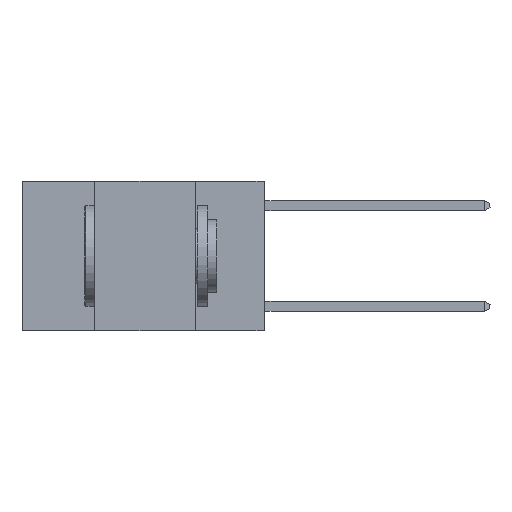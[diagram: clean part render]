
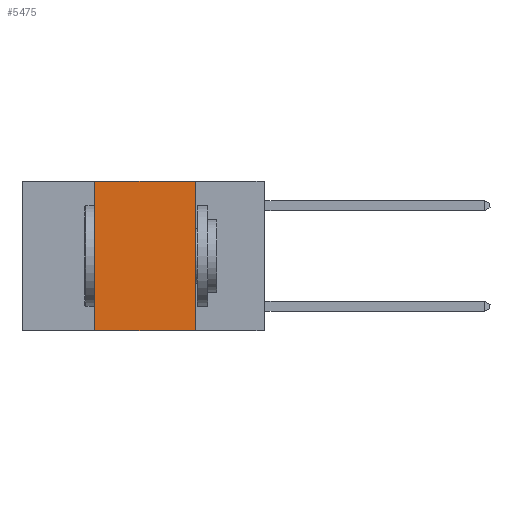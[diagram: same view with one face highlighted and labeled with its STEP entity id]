
A CAD part, left-side view. The second image highlights one B-rep face of the part: STEP entity #5475.
In plain terms, the highlighted planar face has unit normal (-1, 0, 0).
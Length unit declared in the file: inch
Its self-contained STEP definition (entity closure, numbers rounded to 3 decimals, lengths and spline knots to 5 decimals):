
#619 = EDGE_CURVE ( 'NONE', #4827, #6180, #6406, .T. ) ;
#810 = CARTESIAN_POINT ( 'NONE',  ( 0., 0.6, 0. ) ) ;
#910 = DIRECTION ( 'NONE',  ( 0., 0., -1. ) ) ;
#1025 = EDGE_CURVE ( 'NONE', #4827, #5633, #8043, .T. ) ;
#1140 = VECTOR ( 'NONE', #7345, 39.37008 ) ;
#1264 = CARTESIAN_POINT ( 'NONE',  ( 0., 0.42, 0. ) ) ;
#1898 = CARTESIAN_POINT ( 'NONE',  ( 0., 0.17, 0. ) ) ;
#1929 = PLANE ( 'NONE',  #4909 ) ;
#2693 = CARTESIAN_POINT ( 'NONE',  ( 0., 0.17, 0. ) ) ;
#3099 = EDGE_LOOP ( 'NONE', ( #7746, #13533, #10117, #12921 ) ) ;
#3184 = DIRECTION ( 'NONE',  ( 0., 0., -1. ) ) ;
#3533 = VECTOR ( 'NONE', #3184, 39.37008 ) ;
#3980 = EDGE_CURVE ( 'NONE', #10606, #6180, #5993, .T. ) ;
#4638 = DIRECTION ( 'NONE',  ( 0., 0., 1. ) ) ;
#4827 = VERTEX_POINT ( 'NONE', #13578 ) ;
#4909 = AXIS2_PLACEMENT_3D ( 'NONE', #11438, #7192, #910 ) ;
#5236 = CARTESIAN_POINT ( 'NONE',  ( 0., 0.17, -0.37 ) ) ;
#5475 = ADVANCED_FACE ( 'NONE', ( #6882 ), #1929, .F. ) ;
#5633 = VERTEX_POINT ( 'NONE', #12855 ) ;
#5993 = LINE ( 'NONE', #2693, #3533 ) ;
#6027 = EDGE_CURVE ( 'NONE', #5633, #10606, #13385, .T. ) ;
#6180 = VERTEX_POINT ( 'NONE', #5236 ) ;
#6406 = LINE ( 'NONE', #11429, #1140 ) ;
#6882 = FACE_OUTER_BOUND ( 'NONE', #3099, .T. ) ;
#7192 = DIRECTION ( 'NONE',  ( 1., 0., 0. ) ) ;
#7345 = DIRECTION ( 'NONE',  ( 0., -1., 0. ) ) ;
#7746 = ORIENTED_EDGE ( 'NONE', *, *, #3980, .F. ) ;
#8043 = LINE ( 'NONE', #1264, #12411 ) ;
#10117 = ORIENTED_EDGE ( 'NONE', *, *, #1025, .F. ) ;
#10187 = VECTOR ( 'NONE', #10303, 39.37008 ) ;
#10303 = DIRECTION ( 'NONE',  ( 0., -1., 0. ) ) ;
#10606 = VERTEX_POINT ( 'NONE', #1898 ) ;
#11429 = CARTESIAN_POINT ( 'NONE',  ( 0., 0.6, -0.37 ) ) ;
#11438 = CARTESIAN_POINT ( 'NONE',  ( 0., 0.6, 0. ) ) ;
#12411 = VECTOR ( 'NONE', #4638, 39.37008 ) ;
#12855 = CARTESIAN_POINT ( 'NONE',  ( 0., 0.42, 0. ) ) ;
#12921 = ORIENTED_EDGE ( 'NONE', *, *, #619, .T. ) ;
#13385 = LINE ( 'NONE', #810, #10187 ) ;
#13533 = ORIENTED_EDGE ( 'NONE', *, *, #6027, .F. ) ;
#13578 = CARTESIAN_POINT ( 'NONE',  ( 0., 0.42, -0.37 ) ) ;
